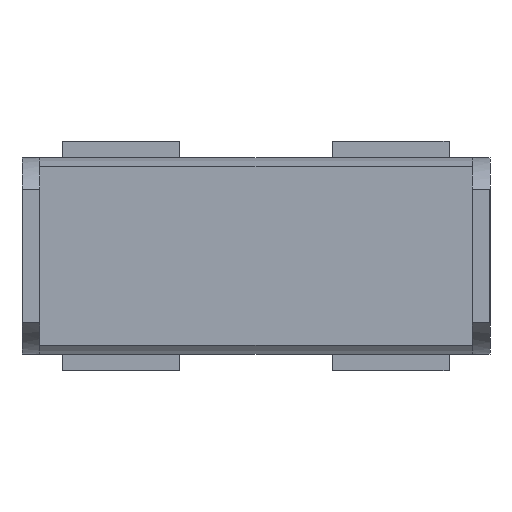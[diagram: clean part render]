
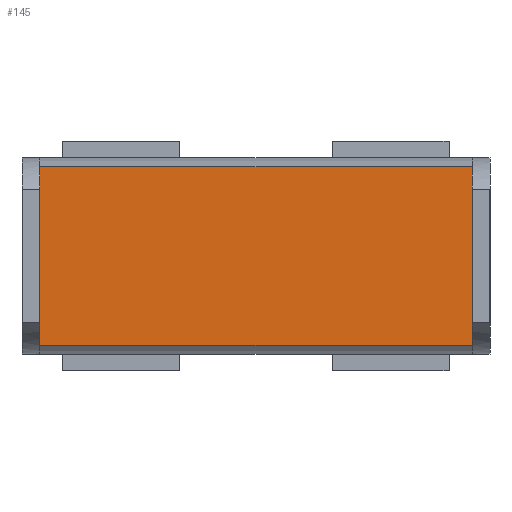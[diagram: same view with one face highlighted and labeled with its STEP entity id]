
A CAD part, left-side view. The second image highlights one B-rep face of the part: STEP entity #145.
In plain terms, the highlighted planar face has unit normal (-1, 0, 0).
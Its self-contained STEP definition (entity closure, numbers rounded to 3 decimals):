
#145=ADVANCED_FACE('',(#309),#310,.T.);
#309=FACE_OUTER_BOUND('',#487,.T.);
#310=PLANE('',#488);
#487=EDGE_LOOP('',(#860,#861,#862,#863));
#488=AXIS2_PLACEMENT_3D('',#864,#865,#866);
#860=ORIENTED_EDGE('',*,*,#1085,.F.);
#861=ORIENTED_EDGE('',*,*,#1207,.F.);
#862=ORIENTED_EDGE('',*,*,#1208,.F.);
#863=ORIENTED_EDGE('',*,*,#1209,.F.);
#864=CARTESIAN_POINT('',(-3.5,0.0,0.0));
#865=DIRECTION('',(-1.0,0.0,0.0));
#866=DIRECTION('',(0.0,0.0,1.0));
#1085=EDGE_CURVE('',#1292,#1294,#1295,.T.);
#1207=EDGE_CURVE('',#1476,#1292,#1477,.T.);
#1208=EDGE_CURVE('',#1478,#1476,#1479,.T.);
#1209=EDGE_CURVE('',#1294,#1478,#1480,.T.);
#1292=VERTEX_POINT('',#1594);
#1294=VERTEX_POINT('',#1596);
#1295=LINE('',#1597,#1598);
#1476=VERTEX_POINT('',#2052);
#1477=LINE('',#2053,#2054);
#1478=VERTEX_POINT('',#2055);
#1479=LINE('',#2056,#2057);
#1480=LINE('',#2058,#2059);
#1594=CARTESIAN_POINT('',(-3.5,18.5,7.636));
#1596=CARTESIAN_POINT('',(-3.5,-18.5,7.636));
#1597=CARTESIAN_POINT('',(-3.5,0.0,7.636));
#1598=VECTOR('',#2213,1.0);
#2052=CARTESIAN_POINT('',(-3.5,18.5,-7.636));
#2053=CARTESIAN_POINT('',(-3.5,18.5,0.));
#2054=VECTOR('',#2307,1.0);
#2055=CARTESIAN_POINT('',(-3.5,-18.5,-7.636));
#2056=CARTESIAN_POINT('',(-3.5,0.0,-7.636));
#2057=VECTOR('',#2308,1.0);
#2058=CARTESIAN_POINT('',(-3.5,-18.5,0.));
#2059=VECTOR('',#2309,1.0);
#2213=DIRECTION('',(0.0,-1.0,0.0));
#2307=DIRECTION('',(0.0,0.0,1.0));
#2308=DIRECTION('',(-0.0,1.0,-0.0));
#2309=DIRECTION('',(0.0,0.0,-1.0));
